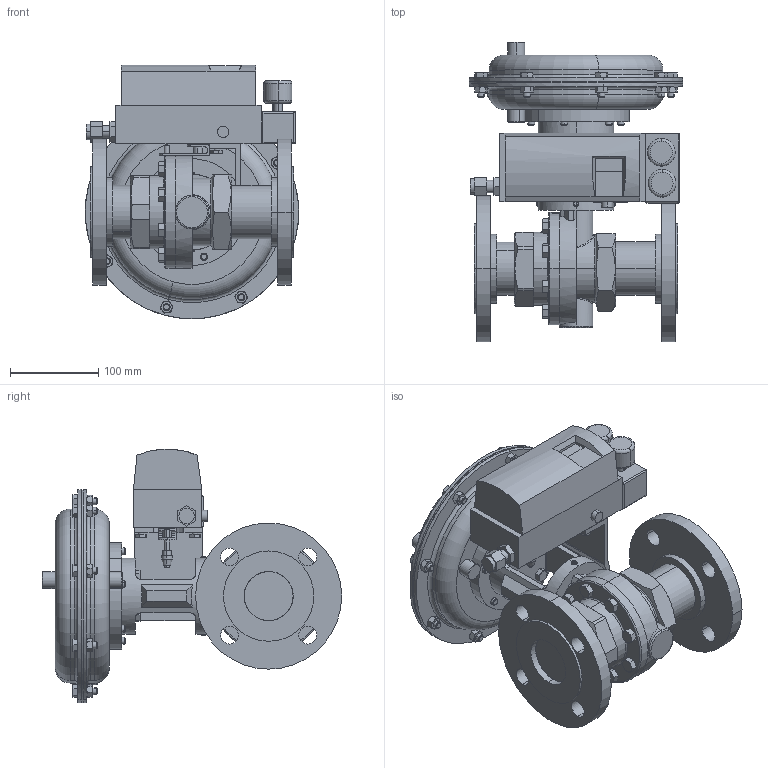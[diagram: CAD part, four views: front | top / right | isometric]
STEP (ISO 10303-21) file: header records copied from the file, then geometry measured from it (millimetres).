
FILE_DESCRIPTION (( 'STEP AP203' ), '1' );
FILE_NAME ('70SP-200-DI+BR-F6-35M-16IQ.STEP', '2017-09-12T11:36:37', ( '' ), ( '' ), 'SwSTEP 2.0', 'SolidWorks 2014', '' );
FILE_SCHEMA (( 'CONFIG_CONTROL_DESIGN' ));
Products named in the file (1): 70SP-200-DI+BR-F6-35M-16IQ
Bounding box: 241.15 x 338.37 x 286.73 mm (x, y, z)
Volume: 5428765 mm3; surface area: 476653.5 mm2
Topology: 2 solids, 2 shells, 1029 faces, 2423 edges, 1503 vertices
Faces by surface type: plane 460, cone 283, cylinder 205, bspline 53, torus 26, sphere 2
Entity records: 44482 total; most frequent: CARTESIAN_POINT 21730, ORIENTED_EDGE 4838, DIRECTION 4446, EDGE_CURVE 2419, AXIS2_PLACEMENT_3D 1723, VERTEX_POINT 1503, EDGE_LOOP 1158, ADVANCED_FACE 1029
